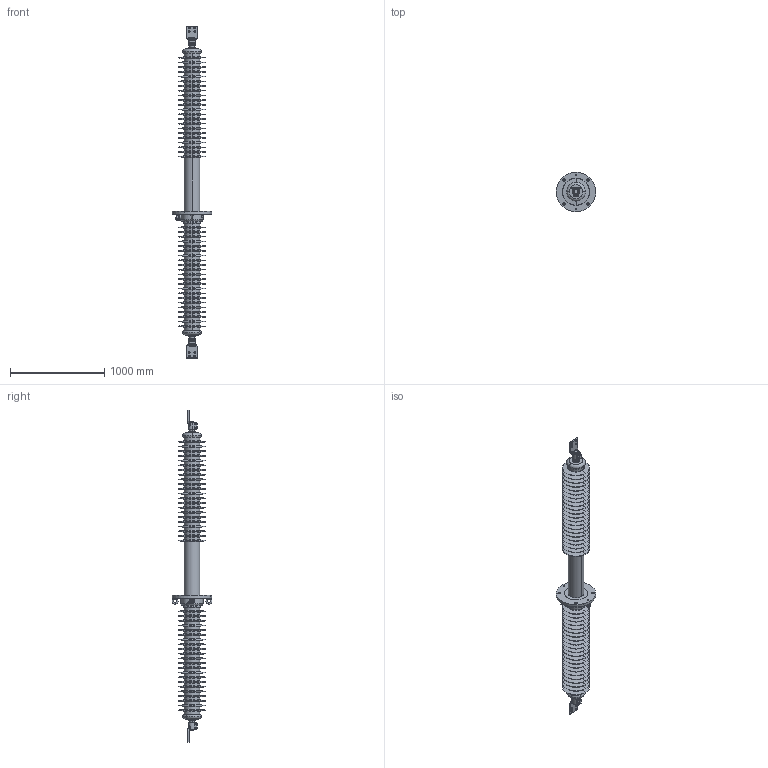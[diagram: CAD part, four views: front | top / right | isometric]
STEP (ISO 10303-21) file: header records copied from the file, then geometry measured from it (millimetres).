
FILE_DESCRIPTION (( 'STEP AP214' ), '1' );
FILE_NAME ('襖冾III-90-126-2000.STEP', '2022-08-05T08:07:58', ( '' ), ( '' ), 'SwSTEP 2.0', 'SolidWorks 2010', '' );
FILE_SCHEMA (( 'AUTOMOTIVE_DESIGN' ));
Length unit declared in the file: millimetre
Products named in the file (1): 襖冾III-90-126-2000
Bounding box: 419.6 x 422.94 x 3524 mm (x, y, z)
Volume: 44159326.1 mm3; surface area: 7890376 mm2
Topology: 22 solids, 22 shells, 1330 faces, 3056 edges, 1756 vertices
Faces by surface type: cylinder 465, torus 350, cone 254, plane 203, bspline 48, sphere 10
Entity records: 56194 total; most frequent: CARTESIAN_POINT 10959, DIRECTION 7005, ORIENTED_EDGE 6020, AXIS2_PLACEMENT_3D 3028, EDGE_CURVE 3010, VERTEX_POINT 1756, CIRCLE 1745, EDGE_LOOP 1462
